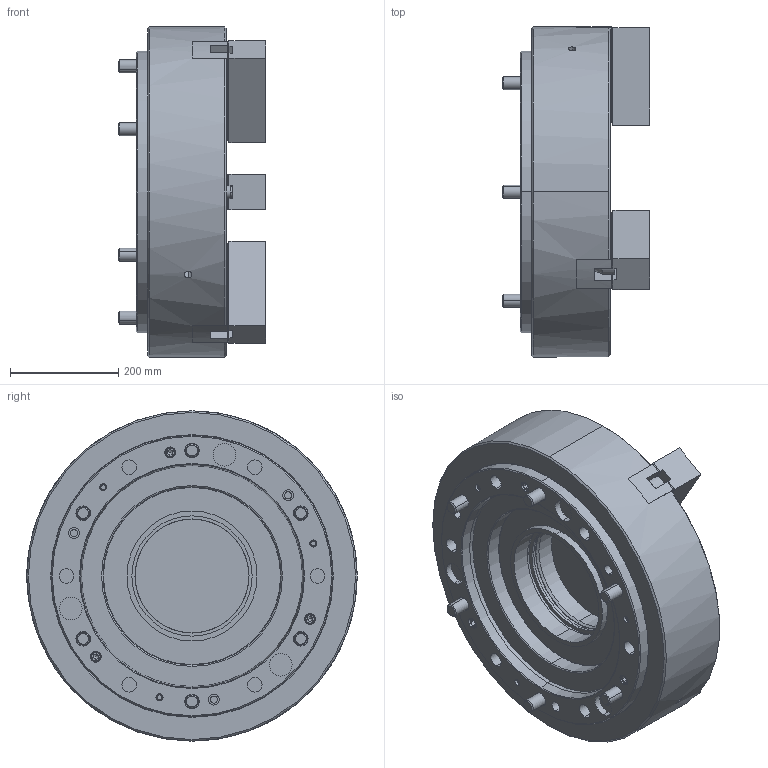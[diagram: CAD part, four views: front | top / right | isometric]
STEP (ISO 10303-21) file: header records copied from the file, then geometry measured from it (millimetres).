
FILE_DESCRIPTION (( 'STEP AP203' ), '1' );
FILE_NAME ('CF-3H-224A20.STEP', '2023-12-21T07:58:48', ( '' ), ( '' ), 'SwSTEP 2.0', 'SolidWorks 2020', '' );
FILE_SCHEMA (( 'CONFIG_CONTROL_DESIGN' ));
Length unit declared in the file: millimetre
Products named in the file (15): 3H-224-08000; CF-3H-24B-09000; SJ-21; 圓頭內六角螺栓_M12x30; CF-3H-224-01000; CF-3H-221-04020(T型塊); CF-3H-224A20; CF-3H-224-02000; 圓頭內六角螺栓_M20x55; CF-3H-224-03000; 圓頭內六角螺栓_M24x170; CF-3H-224-06000; 圓頭內六角螺栓_M6x16; CF-3H-224-07000; 錐平頭六角孔螺栓_M4x10
Assembly tree (42 placements, depth 2):
  CF-3H-224A20
    CF-3H-224-01000
    CF-3H-224-02000
    CF-3H-224-03000  x3
    CF-3H-224-06000
    CF-3H-224-07000
    3H-224-08000
    SJ-21  x3
    CF-3H-221-04020(T型塊)  x6
    圓頭內六角螺栓_M20x55  x6
    圓頭內六角螺栓_M24x170  x6
    圓頭內六角螺栓_M6x16  x6
    錐平頭六角孔螺栓_M4x10  x3
    CF-3H-24B-09000
    圓頭內六角螺栓_M12x30  x3
Bounding box: 272.2 x 610 x 610 mm (x, y, z)
Volume: 39967142.3 mm3; surface area: 2409142.2 mm2
Topology: 42 solids, 42 shells, 4356 faces, 12271 edges, 8041 vertices
Faces by surface type: plane 3084, cylinder 1014, cone 248, torus 10
Entity records: 53948 total; most frequent: CARTESIAN_POINT 10099, ORIENTED_EDGE 8918, DIRECTION 8337, EDGE_CURVE 4459, VECTOR 3333, LINE 3333, VERTEX_POINT 2936, AXIS2_PLACEMENT_3D 2502
